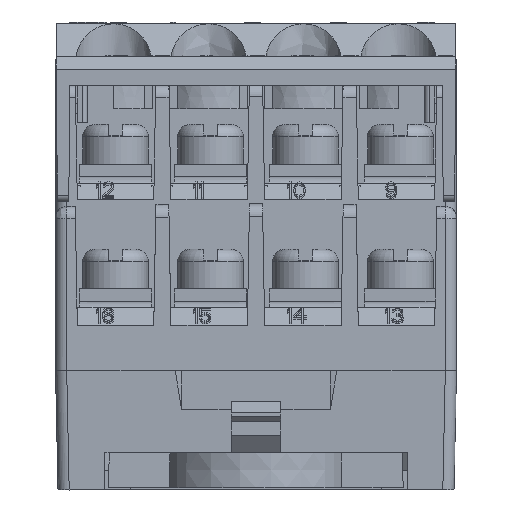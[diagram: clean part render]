
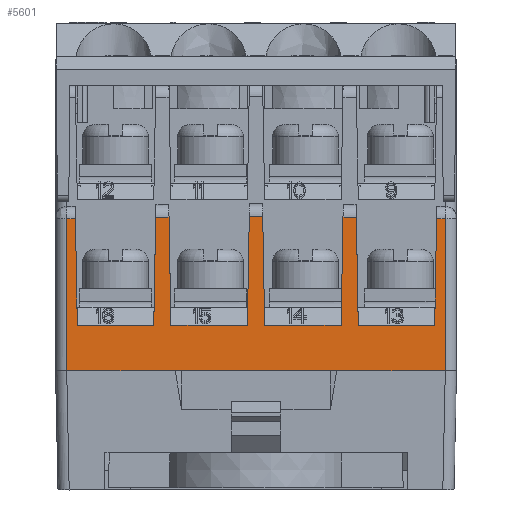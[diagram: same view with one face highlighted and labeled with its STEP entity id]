
A CAD part, front view. The second image highlights one B-rep face of the part: STEP entity #5601.
In plain terms, the highlighted planar face has unit normal (0, -1, 0.009).
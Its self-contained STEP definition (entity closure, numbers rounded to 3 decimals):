
#1248=FACE_OUTER_BOUND('',#15305,.T.);
#5601=ADVANCED_FACE('',(#1248),#10116,.T.);
#10116=PLANE('',#88741);
#15305=EDGE_LOOP('',(#23265,#23266,#23267,#23268,#23269,#23270,#23271,#23272,
#23273,#23274,#23275,#23276,#23277,#23278,#23279,#23280,#23281,#23282,#23283,
#23284,#23285,#23286));
#23265=ORIENTED_EDGE('',*,*,#56137,.F.);
#23266=ORIENTED_EDGE('',*,*,#56138,.F.);
#23267=ORIENTED_EDGE('',*,*,#56139,.F.);
#23268=ORIENTED_EDGE('',*,*,#56140,.F.);
#23269=ORIENTED_EDGE('',*,*,#56141,.F.);
#23270=ORIENTED_EDGE('',*,*,#56142,.T.);
#23271=ORIENTED_EDGE('',*,*,#56143,.T.);
#23272=ORIENTED_EDGE('',*,*,#56144,.F.);
#23273=ORIENTED_EDGE('',*,*,#56145,.F.);
#23274=ORIENTED_EDGE('',*,*,#56146,.T.);
#23275=ORIENTED_EDGE('',*,*,#56147,.F.);
#23276=ORIENTED_EDGE('',*,*,#56148,.F.);
#23277=ORIENTED_EDGE('',*,*,#56149,.F.);
#23278=ORIENTED_EDGE('',*,*,#56150,.T.);
#23279=ORIENTED_EDGE('',*,*,#56151,.T.);
#23280=ORIENTED_EDGE('',*,*,#56152,.F.);
#23281=ORIENTED_EDGE('',*,*,#56008,.F.);
#23282=ORIENTED_EDGE('',*,*,#56153,.T.);
#23283=ORIENTED_EDGE('',*,*,#56154,.T.);
#23284=ORIENTED_EDGE('',*,*,#55608,.T.);
#23285=ORIENTED_EDGE('',*,*,#56155,.T.);
#23286=ORIENTED_EDGE('',*,*,#56156,.T.);
#47101=VERTEX_POINT('',#119306);
#47103=VERTEX_POINT('',#119310);
#47393=VERTEX_POINT('',#120181);
#47394=VERTEX_POINT('',#120182);
#47485=VERTEX_POINT('',#120441);
#47486=VERTEX_POINT('',#120442);
#47487=VERTEX_POINT('',#120444);
#47488=VERTEX_POINT('',#120446);
#47489=VERTEX_POINT('',#120448);
#47490=VERTEX_POINT('',#120450);
#47491=VERTEX_POINT('',#120452);
#47492=VERTEX_POINT('',#120454);
#47493=VERTEX_POINT('',#120456);
#47494=VERTEX_POINT('',#120458);
#47495=VERTEX_POINT('',#120460);
#47496=VERTEX_POINT('',#120462);
#47497=VERTEX_POINT('',#120464);
#47498=VERTEX_POINT('',#120466);
#47499=VERTEX_POINT('',#120468);
#47500=VERTEX_POINT('',#120470);
#47501=VERTEX_POINT('',#120473);
#47502=VERTEX_POINT('',#120476);
#55608=EDGE_CURVE('',#47101,#47103,#67964,.T.);
#56008=EDGE_CURVE('',#47393,#47394,#68307,.T.);
#56137=EDGE_CURVE('',#47485,#47486,#68408,.T.);
#56138=EDGE_CURVE('',#47487,#47485,#68409,.T.);
#56139=EDGE_CURVE('',#47488,#47487,#68410,.T.);
#56140=EDGE_CURVE('',#47489,#47488,#68411,.T.);
#56141=EDGE_CURVE('',#47490,#47489,#68412,.T.);
#56142=EDGE_CURVE('',#47490,#47491,#68413,.T.);
#56143=EDGE_CURVE('',#47491,#47492,#68414,.T.);
#56144=EDGE_CURVE('',#47493,#47492,#68415,.T.);
#56145=EDGE_CURVE('',#47494,#47493,#68416,.T.);
#56146=EDGE_CURVE('',#47494,#47495,#68417,.T.);
#56147=EDGE_CURVE('',#47496,#47495,#68418,.T.);
#56148=EDGE_CURVE('',#47497,#47496,#68419,.T.);
#56149=EDGE_CURVE('',#47498,#47497,#68420,.T.);
#56150=EDGE_CURVE('',#47498,#47499,#68421,.T.);
#56151=EDGE_CURVE('',#47499,#47500,#68422,.T.);
#56152=EDGE_CURVE('',#47394,#47500,#68423,.T.);
#56153=EDGE_CURVE('',#47393,#47501,#68424,.T.);
#56154=EDGE_CURVE('',#47501,#47101,#68425,.T.);
#56155=EDGE_CURVE('',#47103,#47502,#68426,.T.);
#56156=EDGE_CURVE('',#47502,#47486,#68427,.T.);
#67964=LINE('',#119311,#78757);
#68307=LINE('',#120180,#79100);
#68408=LINE('',#120440,#79201);
#68409=LINE('',#120443,#79202);
#68410=LINE('',#120445,#79203);
#68411=LINE('',#120447,#79204);
#68412=LINE('',#120449,#79205);
#68413=LINE('',#120451,#79206);
#68414=LINE('',#120453,#79207);
#68415=LINE('',#120455,#79208);
#68416=LINE('',#120457,#79209);
#68417=LINE('',#120459,#79210);
#68418=LINE('',#120461,#79211);
#68419=LINE('',#120463,#79212);
#68420=LINE('',#120465,#79213);
#68421=LINE('',#120467,#79214);
#68422=LINE('',#120469,#79215);
#68423=LINE('',#120471,#79216);
#68424=LINE('',#120472,#79217);
#68425=LINE('',#120474,#79218);
#68426=LINE('',#120475,#79219);
#68427=LINE('',#120477,#79220);
#78757=VECTOR('',#95878,1.);
#79100=VECTOR('',#96531,1.);
#79201=VECTOR('',#96708,1.);
#79202=VECTOR('',#96709,1.);
#79203=VECTOR('',#96710,1.);
#79204=VECTOR('',#96711,1.);
#79205=VECTOR('',#96712,1.);
#79206=VECTOR('',#96713,1.);
#79207=VECTOR('',#96714,1.);
#79208=VECTOR('',#96715,1.);
#79209=VECTOR('',#96716,1.);
#79210=VECTOR('',#96717,1.);
#79211=VECTOR('',#96718,1.);
#79212=VECTOR('',#96719,1.);
#79213=VECTOR('',#96720,1.);
#79214=VECTOR('',#96721,1.);
#79215=VECTOR('',#96722,1.);
#79216=VECTOR('',#96723,1.);
#79217=VECTOR('',#96724,1.);
#79218=VECTOR('',#96725,1.);
#79219=VECTOR('',#96726,1.);
#79220=VECTOR('',#96727,1.);
#88741=AXIS2_PLACEMENT_3D('',#120478,#96728,#96729);
#95878=DIRECTION('',(1.,0.,0.));
#96531=DIRECTION('',(1.,0.,0.));
#96708=DIRECTION('',(1.,0.,0.));
#96709=DIRECTION('',(0.017,0.009,1.));
#96710=DIRECTION('',(1.,0.,0.));
#96711=DIRECTION('',(0.017,-0.009,-1.));
#96712=DIRECTION('',(1.,0.,0.));
#96713=DIRECTION('',(-0.017,-0.009,-1.));
#96714=DIRECTION('',(-1.,0.,0.));
#96715=DIRECTION('',(0.017,-0.009,-1.));
#96716=DIRECTION('',(1.,0.,0.));
#96717=DIRECTION('',(-0.017,-0.009,-1.));
#96718=DIRECTION('',(1.,0.,0.));
#96719=DIRECTION('',(0.017,-0.009,-1.));
#96720=DIRECTION('',(1.,0.,0.));
#96721=DIRECTION('',(-0.017,-0.009,-1.));
#96722=DIRECTION('',(-1.,0.,0.));
#96723=DIRECTION('',(0.017,-0.009,-1.));
#96724=DIRECTION('',(0.,-0.009,-1.));
#96725=DIRECTION('',(1.,0.,0.));
#96726=DIRECTION('',(1.,0.,0.));
#96727=DIRECTION('',(0.,0.009,1.));
#96728=DIRECTION('',(0.,-1.,0.009));
#96729=DIRECTION('',(-1.,0.,0.));
#119306=CARTESIAN_POINT('',(-6.5,-33.5,0.));
#119310=CARTESIAN_POINT('',(6.5,-33.5,0.));
#119311=CARTESIAN_POINT('',(-15.25,-33.5,0.));
#120180=CARTESIAN_POINT('',(-14.546,-33.393,12.259));
#120181=CARTESIAN_POINT('',(-15.25,-33.393,12.259));
#120182=CARTESIAN_POINT('',(-14.546,-33.393,12.259));
#120440=CARTESIAN_POINT('',(15.25,-33.393,12.259));
#120441=CARTESIAN_POINT('',(14.546,-33.393,12.259));
#120442=CARTESIAN_POINT('',(15.25,-33.393,12.259));
#120443=CARTESIAN_POINT('',(14.416,-33.458,4.795));
#120444=CARTESIAN_POINT('',(14.396,-33.468,3.682));
#120445=CARTESIAN_POINT('',(14.396,-33.468,3.682));
#120446=CARTESIAN_POINT('',(8.235,-33.468,3.682));
#120447=CARTESIAN_POINT('',(8.235,-33.468,3.682));
#120448=CARTESIAN_POINT('',(8.084,-33.392,12.389));
#120449=CARTESIAN_POINT('',(8.084,-33.392,12.389));
#120450=CARTESIAN_POINT('',(7.007,-33.392,12.389));
#120451=CARTESIAN_POINT('',(6.855,-33.468,3.682));
#120452=CARTESIAN_POINT('',(6.855,-33.468,3.682));
#120453=CARTESIAN_POINT('',(0.695,-33.468,3.682));
#120454=CARTESIAN_POINT('',(0.695,-33.468,3.682));
#120455=CARTESIAN_POINT('',(0.695,-33.468,3.682));
#120456=CARTESIAN_POINT('',(0.541,-33.391,12.459));
#120457=CARTESIAN_POINT('',(0.541,-33.391,12.459));
#120458=CARTESIAN_POINT('',(-0.541,-33.391,12.459));
#120459=CARTESIAN_POINT('',(-0.695,-33.468,3.682));
#120460=CARTESIAN_POINT('',(-0.695,-33.468,3.682));
#120461=CARTESIAN_POINT('',(-0.695,-33.468,3.682));
#120462=CARTESIAN_POINT('',(-6.855,-33.468,3.682));
#120463=CARTESIAN_POINT('',(-6.855,-33.468,3.682));
#120464=CARTESIAN_POINT('',(-7.007,-33.392,12.389));
#120465=CARTESIAN_POINT('',(-7.007,-33.392,12.389));
#120466=CARTESIAN_POINT('',(-8.084,-33.392,12.389));
#120467=CARTESIAN_POINT('',(-8.235,-33.468,3.682));
#120468=CARTESIAN_POINT('',(-8.235,-33.468,3.682));
#120469=CARTESIAN_POINT('',(-14.396,-33.468,3.682));
#120470=CARTESIAN_POINT('',(-14.396,-33.468,3.682));
#120471=CARTESIAN_POINT('',(-14.416,-33.458,4.795));
#120472=CARTESIAN_POINT('',(-15.25,-33.393,12.259));
#120473=CARTESIAN_POINT('',(-15.25,-33.5,0.));
#120474=CARTESIAN_POINT('',(-15.25,-33.5,0.));
#120475=CARTESIAN_POINT('',(6.5,-33.5,0.));
#120476=CARTESIAN_POINT('',(15.25,-33.5,0.));
#120477=CARTESIAN_POINT('',(15.25,-33.5,0.));
#120478=CARTESIAN_POINT('',(1.543,-33.5,0.));
